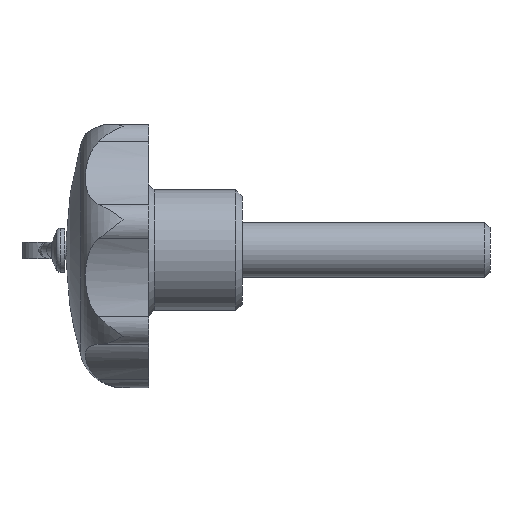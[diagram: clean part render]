
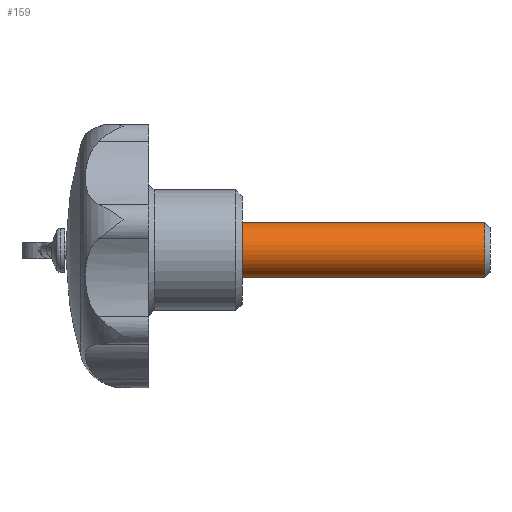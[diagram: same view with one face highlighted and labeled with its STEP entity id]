
A CAD part, left-side view. The second image highlights one B-rep face of the part: STEP entity #159.
In plain terms, the highlighted cylindrical face has radius 5 mm (diameter 10 mm), a full revolution.
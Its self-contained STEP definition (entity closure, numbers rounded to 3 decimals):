
#159 = ADVANCED_FACE( '', ( #341, #342 ), #343, .T. );
#341 = FACE_OUTER_BOUND( '', #539, .T. );
#342 = FACE_OUTER_BOUND( '', #540, .T. );
#343 = CYLINDRICAL_SURFACE( '', #541, 5. );
#539 = EDGE_LOOP( '', ( #928 ) );
#540 = EDGE_LOOP( '', ( #929 ) );
#541 = AXIS2_PLACEMENT_3D( '', #930, #931, #932 );
#928 = ORIENTED_EDGE( '', *, *, #1104, .F. );
#929 = ORIENTED_EDGE( '', *, *, #1223, .T. );
#930 = CARTESIAN_POINT( '', ( 0., -45., 0. ) );
#931 = DIRECTION( '', ( 0., 1., 0. ) );
#932 = DIRECTION( '', ( 0., 0., -1. ) );
#1104 = EDGE_CURVE( '', #1301, #1301, #1302, .T. );
#1223 = EDGE_CURVE( '', #1489, #1489, #1490, .T. );
#1301 = VERTEX_POINT( '', #1613 );
#1302 = CIRCLE( '', #1614, 5. );
#1489 = VERTEX_POINT( '', #2107 );
#1490 = CIRCLE( '', #2108, 5. );
#1613 = CARTESIAN_POINT( '', ( 0., -44.08, -5. ) );
#1614 = AXIS2_PLACEMENT_3D( '', #2388, #2389, #2390 );
#2107 = CARTESIAN_POINT( '', ( 0., 0., -5. ) );
#2108 = AXIS2_PLACEMENT_3D( '', #2552, #2553, #2554 );
#2388 = CARTESIAN_POINT( '', ( 0., -44.08, 0. ) );
#2389 = DIRECTION( '', ( 0., -1., 0. ) );
#2390 = DIRECTION( '', ( 0., 0., -1. ) );
#2552 = CARTESIAN_POINT( '', ( 0., 0., 0. ) );
#2553 = DIRECTION( '', ( 0., -1., 0. ) );
#2554 = DIRECTION( '', ( 0., 0., -1. ) );
